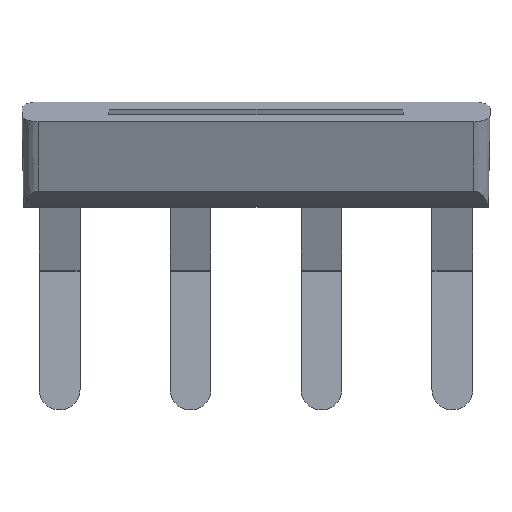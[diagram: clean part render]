
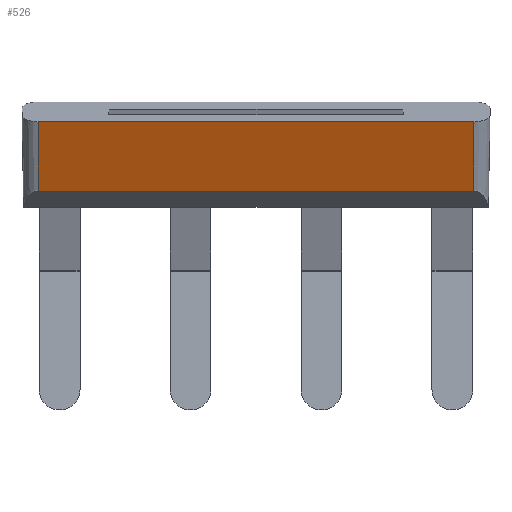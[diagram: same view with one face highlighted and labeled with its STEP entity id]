
A CAD part, front view. The second image highlights one B-rep face of the part: STEP entity #526.
In plain terms, the highlighted planar face has unit normal (0, -0.921, -0.39).
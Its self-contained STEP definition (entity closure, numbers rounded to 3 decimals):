
#499=AXIS2_PLACEMENT_3D('Plane Axis2P3D',#496,#497,#498) ;
#210=CARTESIAN_POINT('Line Origine',(14.299,0.,17.619)) ;
#214=CARTESIAN_POINT('Vertex',(0.999,0.,17.619)) ;
#216=CARTESIAN_POINT('Vertex',(27.599,0.,17.619)) ;
#496=CARTESIAN_POINT('Axis2P3D Location',(14.299,2.34,12.093)) ;
#501=CARTESIAN_POINT('Line Origine',(14.299,1.8,13.369)) ;
#505=CARTESIAN_POINT('Vertex',(27.599,1.8,13.369)) ;
#507=CARTESIAN_POINT('Vertex',(0.999,1.8,13.369)) ;
#510=CARTESIAN_POINT('Line Origine',(27.599,1.17,14.856)) ;
#515=CARTESIAN_POINT('Line Origine',(0.999,1.17,14.856)) ;
#211=DIRECTION('Vector Direction',(-1.,0.,0.)) ;
#497=DIRECTION('Axis2P3D Direction',(0.,0.921,0.39)) ;
#498=DIRECTION('Axis2P3D XDirection',(-1.,0.,0.)) ;
#502=DIRECTION('Vector Direction',(-1.,0.,0.)) ;
#511=DIRECTION('Vector Direction',(0.,-0.39,0.921)) ;
#516=DIRECTION('Vector Direction',(0.,-0.39,0.921)) ;
#212=VECTOR('Line Direction',#211,1.) ;
#503=VECTOR('Line Direction',#502,1.) ;
#512=VECTOR('Line Direction',#511,1.) ;
#517=VECTOR('Line Direction',#516,1.) ;
#521=ORIENTED_EDGE('',*,*,#509,.F.) ;
#522=ORIENTED_EDGE('',*,*,#514,.F.) ;
#523=ORIENTED_EDGE('',*,*,#218,.F.) ;
#524=ORIENTED_EDGE('',*,*,#519,.T.) ;
#526=ADVANCED_FACE('Hauptk\X2\00F6\X0\rper',(#525),#500,.F.) ;
#218=EDGE_CURVE('',#215,#217,#213,.F.) ;
#509=EDGE_CURVE('',#506,#508,#504,.T.) ;
#514=EDGE_CURVE('',#217,#506,#513,.F.) ;
#519=EDGE_CURVE('',#215,#508,#518,.F.) ;
#520=EDGE_LOOP('',(#521,#522,#523,#524)) ;
#525=FACE_OUTER_BOUND('',#520,.T.) ;
#213=LINE('Line',#210,#212) ;
#504=LINE('Line',#501,#503) ;
#513=LINE('Line',#510,#512) ;
#518=LINE('Line',#515,#517) ;
#500=PLANE('',#499) ;
#215=VERTEX_POINT('',#214) ;
#217=VERTEX_POINT('',#216) ;
#506=VERTEX_POINT('',#505) ;
#508=VERTEX_POINT('',#507) ;
